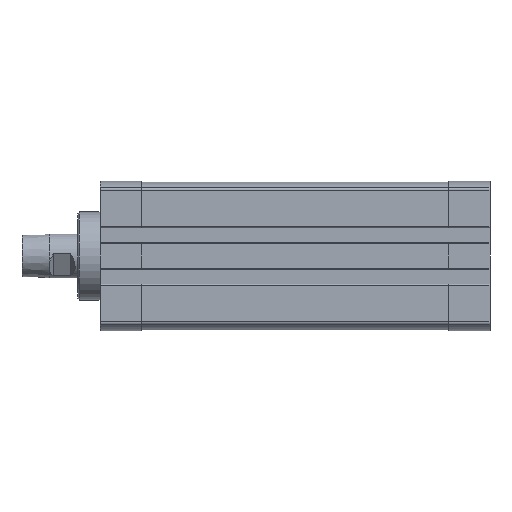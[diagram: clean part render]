
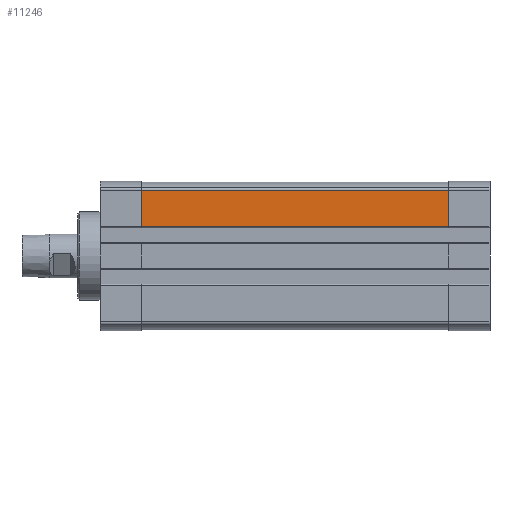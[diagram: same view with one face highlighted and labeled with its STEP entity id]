
A CAD part, left-side view. The second image highlights one B-rep face of the part: STEP entity #11246.
In plain terms, the highlighted planar face has unit normal (-1, 0, 0).
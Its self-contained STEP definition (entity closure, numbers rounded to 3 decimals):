
#120=PLANE('',#12242);
#925=LINE('',#18301,#1829);
#926=LINE('',#18303,#1830);
#927=LINE('',#18305,#1831);
#928=LINE('',#18307,#1832);
#1829=VECTOR('',#14376,1000.);
#1830=VECTOR('',#14379,1000.);
#1831=VECTOR('',#14380,1000.);
#1832=VECTOR('',#14381,1000.);
#3929=ORIENTED_EDGE('',*,*,#6829,.T.);
#3930=ORIENTED_EDGE('',*,*,#6828,.F.);
#3931=ORIENTED_EDGE('',*,*,#6830,.F.);
#3932=ORIENTED_EDGE('',*,*,#6831,.T.);
#6828=EDGE_CURVE('',#8289,#8288,#925,.T.);
#6829=EDGE_CURVE('',#8290,#8288,#926,.T.);
#6830=EDGE_CURVE('',#8291,#8289,#927,.T.);
#6831=EDGE_CURVE('',#8291,#8290,#928,.T.);
#8288=VERTEX_POINT('',#18298);
#8289=VERTEX_POINT('',#18300);
#8290=VERTEX_POINT('',#18304);
#8291=VERTEX_POINT('',#18306);
#9594=EDGE_LOOP('',(#3929,#3930,#3931,#3932));
#10406=FACE_BOUND('',#9594,.T.);
#11246=ADVANCED_FACE('',(#10406),#120,.F.);
#12242=AXIS2_PLACEMENT_3D('',#18302,#14377,#14378);
#14376=DIRECTION('',(0.,-1.,0.));
#14377=DIRECTION('',(1.,0.,0.));
#14378=DIRECTION('',(0.,0.,-1.));
#14379=DIRECTION('',(0.,0.,1.));
#14380=DIRECTION('',(0.,0.,1.));
#14381=DIRECTION('',(0.,-1.,0.));
#18298=CARTESIAN_POINT('',(-27.,15.,24.085));
#18300=CARTESIAN_POINT('',(-27.,127.5,24.085));
#18301=CARTESIAN_POINT('',(-27.,127.5,24.085));
#18302=CARTESIAN_POINT('',(-27.,127.5,10.7));
#18303=CARTESIAN_POINT('',(-27.,15.,10.7));
#18304=CARTESIAN_POINT('',(-27.,15.,10.7));
#18305=CARTESIAN_POINT('',(-27.,127.5,10.7));
#18306=CARTESIAN_POINT('',(-27.,127.5,10.7));
#18307=CARTESIAN_POINT('',(-27.,127.5,10.7));
